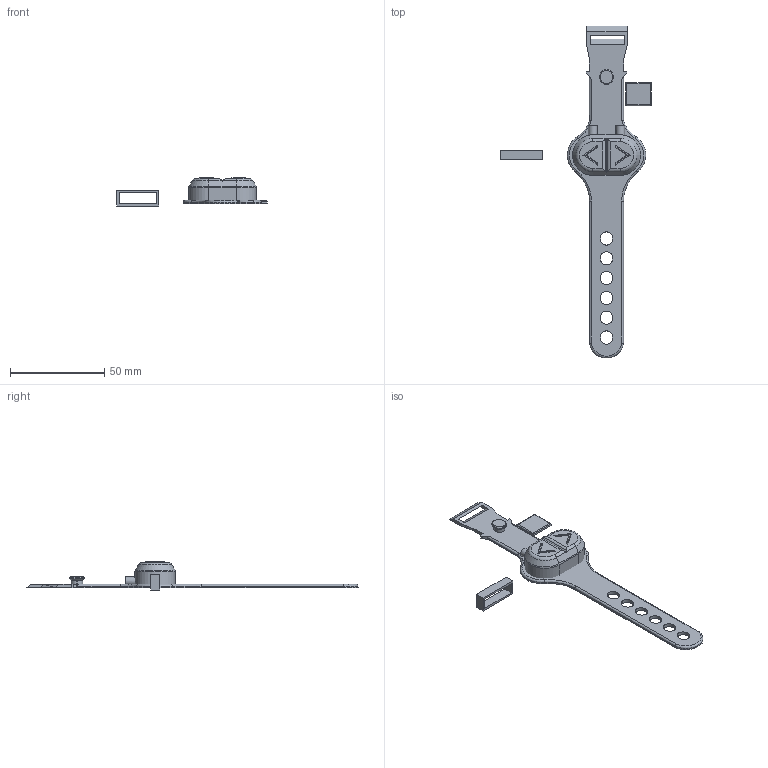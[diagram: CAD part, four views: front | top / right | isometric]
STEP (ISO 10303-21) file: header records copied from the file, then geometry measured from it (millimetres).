
FILE_DESCRIPTION(/* description */ (''),/* implementation_level */ '2;1');
FILE_NAME(/* name */ 'Shifter Cover.step',/* time_stamp */ '2022-01-12T21:17:02-05:00',/* author */ (''),/* organization */ (''),/* preprocessor_version */ 'ST-DEVELOPER v18.1',/* originating_system */ 'Autodesk Translation Framework v10.10.0.1391',/* authorisation */ '');
FILE_SCHEMA (('AUTOMOTIVE_DESIGN { 1 0 10303 214 3 1 1 }'));
Length unit declared in the file: millimetre
Products named in the file (4): Shifter Cover - 2in1, high tactile; Bottom_Half; Strap; Plug
Assembly tree (3 placements, depth 3):
  Shifter Cover - 2in1, high tactile
    Bottom_Half
      Strap
    Plug
Bounding box: 79.95 x 176.47 x 14.9 mm (x, y, z)
Volume: 10869.6 mm3; surface area: 13094 mm2
Topology: 4 solids, 4 shells, 307 faces, 855 edges, 552 vertices
Faces by surface type: plane 216, cylinder 62, torus 17, cone 8, bspline 4
Full cylindrical faces by diameter (mm): 3 x2
Entity records: 10227 total; most frequent: CARTESIAN_POINT 2101, ORIENTED_EDGE 1702, DIRECTION 1645, EDGE_CURVE 851, LINE 641, VECTOR 641, VERTEX_POINT 552, AXIS2_PLACEMENT_3D 502
